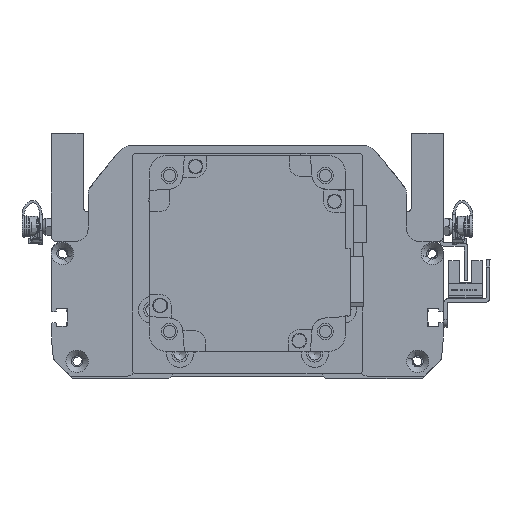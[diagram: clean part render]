
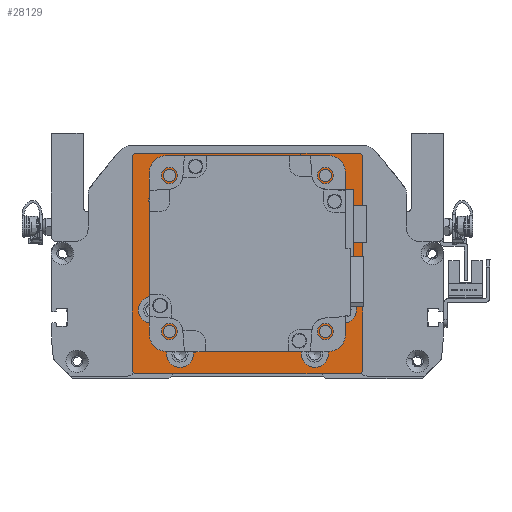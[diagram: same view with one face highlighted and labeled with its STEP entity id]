
A CAD part, front view. The second image highlights one B-rep face of the part: STEP entity #28129.
In plain terms, the highlighted face is planar.
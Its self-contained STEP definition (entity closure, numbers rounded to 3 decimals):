
#1647=FACE_BOUND('',#6003,.T.);
#1648=FACE_BOUND('',#6004,.T.);
#1649=FACE_BOUND('',#6005,.T.);
#1650=FACE_BOUND('',#6006,.T.);
#1651=FACE_BOUND('',#6007,.T.);
#1652=FACE_BOUND('',#6008,.T.);
#1653=FACE_BOUND('',#6009,.T.);
#1654=FACE_BOUND('',#6010,.T.);
#1655=FACE_BOUND('',#6011,.T.);
#2252=PLANE('',#31274);
#4268=FACE_OUTER_BOUND('',#6002,.T.);
#6002=EDGE_LOOP('',(#25556,#25557,#25558,#25559,#25560,#25561,#25562,#25563));
#6003=EDGE_LOOP('',(#25564));
#6004=EDGE_LOOP('',(#25565));
#6005=EDGE_LOOP('',(#25566));
#6006=EDGE_LOOP('',(#25567));
#6007=EDGE_LOOP('',(#25568));
#6008=EDGE_LOOP('',(#25569));
#6009=EDGE_LOOP('',(#25570));
#6010=EDGE_LOOP('',(#25571));
#6011=EDGE_LOOP('',(#25572));
#8214=LINE('',#49119,#10449);
#8216=LINE('',#49123,#10451);
#8219=LINE('',#49129,#10454);
#8220=LINE('',#49131,#10455);
#8221=LINE('',#49133,#10456);
#8222=LINE('',#49135,#10457);
#8223=LINE('',#49137,#10458);
#8224=LINE('',#49138,#10459);
#10449=VECTOR('',#38599,10.);
#10451=VECTOR('',#38603,10.);
#10454=VECTOR('',#38608,10.);
#10455=VECTOR('',#38609,10.);
#10456=VECTOR('',#38610,10.);
#10457=VECTOR('',#38611,10.);
#10458=VECTOR('',#38612,10.);
#10459=VECTOR('',#38613,10.);
#11969=CIRCLE('',#31275,35.);
#11970=CIRCLE('',#31276,2.459);
#11971=CIRCLE('',#31277,2.459);
#11972=CIRCLE('',#31278,2.459);
#11973=CIRCLE('',#31279,2.459);
#11974=CIRCLE('',#31280,5.5);
#11975=CIRCLE('',#31281,5.5);
#11976=CIRCLE('',#31282,5.5);
#11977=CIRCLE('',#31283,5.5);
#14425=VERTEX_POINT('',#49116);
#14426=VERTEX_POINT('',#49118);
#14427=VERTEX_POINT('',#49122);
#14429=VERTEX_POINT('',#49128);
#14430=VERTEX_POINT('',#49130);
#14431=VERTEX_POINT('',#49132);
#14432=VERTEX_POINT('',#49134);
#14433=VERTEX_POINT('',#49136);
#14434=VERTEX_POINT('',#49139);
#14435=VERTEX_POINT('',#49141);
#14436=VERTEX_POINT('',#49143);
#14437=VERTEX_POINT('',#49145);
#14438=VERTEX_POINT('',#49147);
#14439=VERTEX_POINT('',#49149);
#14440=VERTEX_POINT('',#49151);
#14441=VERTEX_POINT('',#49153);
#14442=VERTEX_POINT('',#49155);
#18199=EDGE_CURVE('',#14425,#14426,#8214,.T.);
#18201=EDGE_CURVE('',#14427,#14426,#8216,.T.);
#18204=EDGE_CURVE('',#14425,#14429,#8219,.T.);
#18205=EDGE_CURVE('',#14430,#14429,#8220,.T.);
#18206=EDGE_CURVE('',#14430,#14431,#8221,.T.);
#18207=EDGE_CURVE('',#14432,#14431,#8222,.T.);
#18208=EDGE_CURVE('',#14432,#14433,#8223,.T.);
#18209=EDGE_CURVE('',#14427,#14433,#8224,.T.);
#18210=EDGE_CURVE('',#14434,#14434,#11969,.T.);
#18211=EDGE_CURVE('',#14435,#14435,#11970,.T.);
#18212=EDGE_CURVE('',#14436,#14436,#11971,.T.);
#18213=EDGE_CURVE('',#14437,#14437,#11972,.T.);
#18214=EDGE_CURVE('',#14438,#14438,#11973,.T.);
#18215=EDGE_CURVE('',#14439,#14439,#11974,.T.);
#18216=EDGE_CURVE('',#14440,#14440,#11975,.T.);
#18217=EDGE_CURVE('',#14441,#14441,#11976,.T.);
#18218=EDGE_CURVE('',#14442,#14442,#11977,.T.);
#25556=ORIENTED_EDGE('',*,*,#18199,.F.);
#25557=ORIENTED_EDGE('',*,*,#18204,.T.);
#25558=ORIENTED_EDGE('',*,*,#18205,.F.);
#25559=ORIENTED_EDGE('',*,*,#18206,.T.);
#25560=ORIENTED_EDGE('',*,*,#18207,.F.);
#25561=ORIENTED_EDGE('',*,*,#18208,.T.);
#25562=ORIENTED_EDGE('',*,*,#18209,.F.);
#25563=ORIENTED_EDGE('',*,*,#18201,.T.);
#25564=ORIENTED_EDGE('',*,*,#18210,.T.);
#25565=ORIENTED_EDGE('',*,*,#18211,.T.);
#25566=ORIENTED_EDGE('',*,*,#18212,.T.);
#25567=ORIENTED_EDGE('',*,*,#18213,.T.);
#25568=ORIENTED_EDGE('',*,*,#18214,.T.);
#25569=ORIENTED_EDGE('',*,*,#18215,.T.);
#25570=ORIENTED_EDGE('',*,*,#18216,.T.);
#25571=ORIENTED_EDGE('',*,*,#18217,.T.);
#25572=ORIENTED_EDGE('',*,*,#18218,.T.);
#28129=ADVANCED_FACE('',(#4268,#1647,#1648,#1649,#1650,#1651,#1652,#1653,
#1654,#1655),#2252,.T.);
#31274=AXIS2_PLACEMENT_3D('',#49127,#38606,#38607);
#31275=AXIS2_PLACEMENT_3D('',#49140,#38614,#38615);
#31276=AXIS2_PLACEMENT_3D('',#49142,#38616,#38617);
#31277=AXIS2_PLACEMENT_3D('',#49144,#38618,#38619);
#31278=AXIS2_PLACEMENT_3D('',#49146,#38620,#38621);
#31279=AXIS2_PLACEMENT_3D('',#49148,#38622,#38623);
#31280=AXIS2_PLACEMENT_3D('',#49150,#38624,#38625);
#31281=AXIS2_PLACEMENT_3D('',#49152,#38626,#38627);
#31282=AXIS2_PLACEMENT_3D('',#49154,#38628,#38629);
#31283=AXIS2_PLACEMENT_3D('',#49156,#38630,#38631);
#38599=DIRECTION('',(0.707,0.707,0.));
#38603=DIRECTION('',(-1.,0.,0.));
#38606=DIRECTION('center_axis',(0.,0.,1.));
#38607=DIRECTION('ref_axis',(1.,0.,0.));
#38608=DIRECTION('',(0.,-1.,0.));
#38609=DIRECTION('',(-0.707,0.707,0.));
#38610=DIRECTION('',(1.,0.,0.));
#38611=DIRECTION('',(-0.707,-0.707,0.));
#38612=DIRECTION('',(0.,1.,0.));
#38613=DIRECTION('',(0.707,-0.707,0.));
#38614=DIRECTION('center_axis',(0.,0.,-1.));
#38615=DIRECTION('ref_axis',(1.,0.,0.));
#38616=DIRECTION('center_axis',(0.,0.,-1.));
#38617=DIRECTION('ref_axis',(1.,0.,0.));
#38618=DIRECTION('center_axis',(0.,0.,-1.));
#38619=DIRECTION('ref_axis',(1.,0.,0.));
#38620=DIRECTION('center_axis',(0.,0.,-1.));
#38621=DIRECTION('ref_axis',(1.,0.,0.));
#38622=DIRECTION('center_axis',(0.,0.,-1.));
#38623=DIRECTION('ref_axis',(1.,0.,0.));
#38624=DIRECTION('center_axis',(0.,0.,-1.));
#38625=DIRECTION('ref_axis',(1.,0.,0.));
#38626=DIRECTION('center_axis',(0.,0.,-1.));
#38627=DIRECTION('ref_axis',(1.,0.,0.));
#38628=DIRECTION('center_axis',(0.,0.,-1.));
#38629=DIRECTION('ref_axis',(1.,0.,0.));
#38630=DIRECTION('center_axis',(0.,0.,-1.));
#38631=DIRECTION('ref_axis',(1.,0.,0.));
#49116=CARTESIAN_POINT('',(-47.,44.5,76.));
#49118=CARTESIAN_POINT('',(-46.,45.5,76.));
#49119=CARTESIAN_POINT('',(-46.125,45.375,76.));
#49122=CARTESIAN_POINT('',(46.,45.5,76.));
#49123=CARTESIAN_POINT('',(47.,45.5,76.));
#49127=CARTESIAN_POINT('Origin',(0.,0.,
76.));
#49128=CARTESIAN_POINT('',(-47.,-43.5,76.));
#49129=CARTESIAN_POINT('',(-47.,44.5,76.));
#49130=CARTESIAN_POINT('',(-46.,-44.5,76.));
#49131=CARTESIAN_POINT('',(-45.875,-44.625,76.));
#49132=CARTESIAN_POINT('',(46.,-44.5,76.));
#49133=CARTESIAN_POINT('',(-47.,-44.5,76.));
#49134=CARTESIAN_POINT('',(47.,-43.5,76.));
#49135=CARTESIAN_POINT('',(45.875,-44.625,76.));
#49136=CARTESIAN_POINT('',(47.,44.5,76.));
#49137=CARTESIAN_POINT('',(47.,-44.5,76.));
#49138=CARTESIAN_POINT('',(46.125,45.375,76.));
#49139=CARTESIAN_POINT('',(-35.,4.5,76.));
#49140=CARTESIAN_POINT('Origin',(0.,4.5,76.));
#49141=CARTESIAN_POINT('',(29.361,-27.32,76.));
#49142=CARTESIAN_POINT('Origin',(31.82,-27.32,76.));
#49143=CARTESIAN_POINT('',(29.361,36.32,76.));
#49144=CARTESIAN_POINT('Origin',(31.82,36.32,76.));
#49145=CARTESIAN_POINT('',(-34.278,36.32,76.));
#49146=CARTESIAN_POINT('Origin',(-31.82,36.32,76.));
#49147=CARTESIAN_POINT('',(-34.278,-27.32,76.));
#49148=CARTESIAN_POINT('Origin',(-31.82,-27.32,76.));
#49149=CARTESIAN_POINT('',(-44.5,-18.5,76.));
#49150=CARTESIAN_POINT('Origin',(-39.,-18.5,76.));
#49151=CARTESIAN_POINT('',(33.5,-18.5,76.));
#49152=CARTESIAN_POINT('Origin',(39.,-18.5,76.));
#49153=CARTESIAN_POINT('',(22.,-36.5,76.));
#49154=CARTESIAN_POINT('Origin',(27.5,-36.5,76.));
#49155=CARTESIAN_POINT('',(-33.,-36.5,76.));
#49156=CARTESIAN_POINT('Origin',(-27.5,-36.5,76.));
